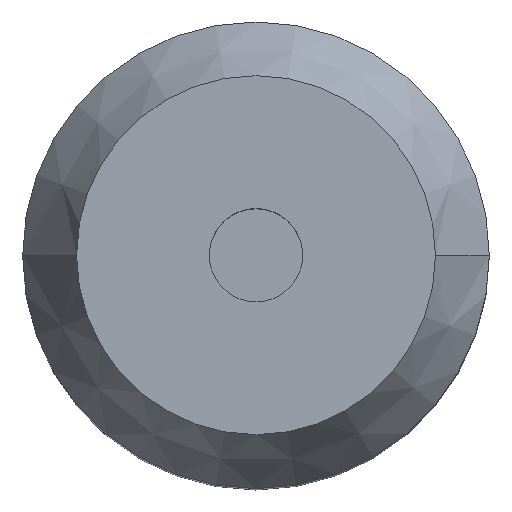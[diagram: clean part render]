
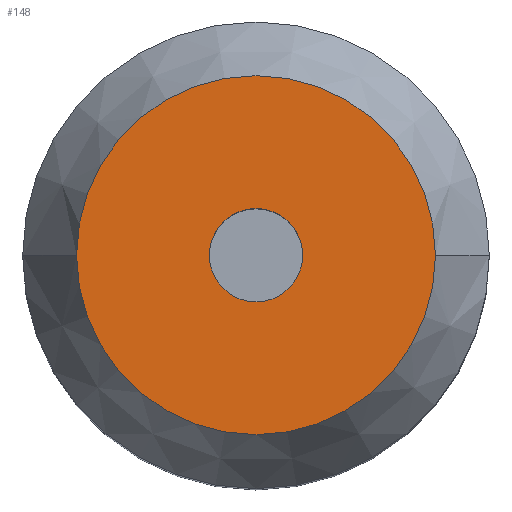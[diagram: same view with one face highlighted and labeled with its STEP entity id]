
A CAD part, top view. The second image highlights one B-rep face of the part: STEP entity #148.
In plain terms, the highlighted planar face has unit normal (0, 0, 1).
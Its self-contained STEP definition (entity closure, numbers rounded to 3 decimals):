
#12 = AXIS2_PLACEMENT_3D ( 'NONE', #286, #186, #129 ) ;
#30 = VERTEX_POINT ( 'NONE', #194 ) ;
#38 = CIRCLE ( 'NONE', #258, 9.613 ) ;
#41 = CARTESIAN_POINT ( 'NONE',  ( 0., 0., 49. ) ) ;
#55 = VERTEX_POINT ( 'NONE', #191 ) ;
#69 = VERTEX_POINT ( 'NONE', #132 ) ;
#77 = EDGE_CURVE ( 'NONE', #257, #55, #251, .T. ) ;
#84 = CIRCLE ( 'NONE', #12, 2.5 ) ;
#120 = DIRECTION ( 'NONE',  ( 0., 0., -1. ) ) ;
#124 = EDGE_LOOP ( 'NONE', ( #310, #267 ) ) ;
#129 = DIRECTION ( 'NONE',  ( 1., 0., 0. ) ) ;
#132 = CARTESIAN_POINT ( 'NONE',  ( -9.613, 0., 49. ) ) ;
#135 = DIRECTION ( 'NONE',  ( 0., 0., 1. ) ) ;
#137 = CARTESIAN_POINT ( 'NONE',  ( 9.613, 0., 49. ) ) ;
#142 = ORIENTED_EDGE ( 'NONE', *, *, #153, .F. ) ;
#148 = ADVANCED_FACE ( 'NONE', ( #195, #152 ), #296, .F. ) ;
#152 = FACE_OUTER_BOUND ( 'NONE', #124, .T. ) ;
#153 = EDGE_CURVE ( 'NONE', #55, #257, #84, .T. ) ;
#167 = DIRECTION ( 'NONE',  ( 0., 0., 1. ) ) ;
#170 = AXIS2_PLACEMENT_3D ( 'NONE', #215, #167, #298 ) ;
#176 = DIRECTION ( 'NONE',  ( -1., 0., 0. ) ) ;
#186 = DIRECTION ( 'NONE',  ( 0., 0., 1. ) ) ;
#191 = CARTESIAN_POINT ( 'NONE',  ( -2.5, 0., 49. ) ) ;
#193 = EDGE_CURVE ( 'NONE', #69, #30, #38, .T. ) ;
#194 = CARTESIAN_POINT ( 'NONE',  ( 9.613, 0., 49. ) ) ;
#195 = FACE_BOUND ( 'NONE', #338, .T. ) ;
#200 = AXIS2_PLACEMENT_3D ( 'NONE', #137, #120, #176 ) ;
#215 = CARTESIAN_POINT ( 'NONE',  ( 0., 0., 49. ) ) ;
#224 = ORIENTED_EDGE ( 'NONE', *, *, #77, .F. ) ;
#235 = AXIS2_PLACEMENT_3D ( 'NONE', #41, #332, #291 ) ;
#245 = CARTESIAN_POINT ( 'NONE',  ( 2.5, 0., 49. ) ) ;
#248 = CARTESIAN_POINT ( 'NONE',  ( 0., 0., 49. ) ) ;
#251 = CIRCLE ( 'NONE', #170, 2.5 ) ;
#257 = VERTEX_POINT ( 'NONE', #245 ) ;
#258 = AXIS2_PLACEMENT_3D ( 'NONE', #248, #135, #273 ) ;
#267 = ORIENTED_EDGE ( 'NONE', *, *, #312, .T. ) ;
#273 = DIRECTION ( 'NONE',  ( 1., 0., 0. ) ) ;
#286 = CARTESIAN_POINT ( 'NONE',  ( 0., 0., 49. ) ) ;
#291 = DIRECTION ( 'NONE',  ( 1., 0., 0. ) ) ;
#296 = PLANE ( 'NONE',  #200 ) ;
#298 = DIRECTION ( 'NONE',  ( 1., 0., 0. ) ) ;
#310 = ORIENTED_EDGE ( 'NONE', *, *, #193, .T. ) ;
#312 = EDGE_CURVE ( 'NONE', #30, #69, #317, .T. ) ;
#317 = CIRCLE ( 'NONE', #235, 9.613 ) ;
#332 = DIRECTION ( 'NONE',  ( 0., 0., 1. ) ) ;
#338 = EDGE_LOOP ( 'NONE', ( #224, #142 ) ) ;
